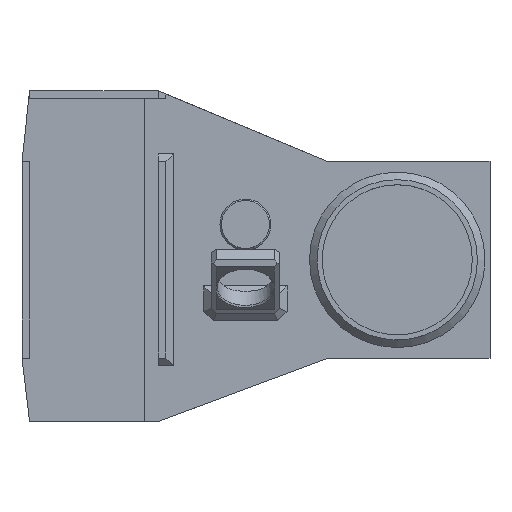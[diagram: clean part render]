
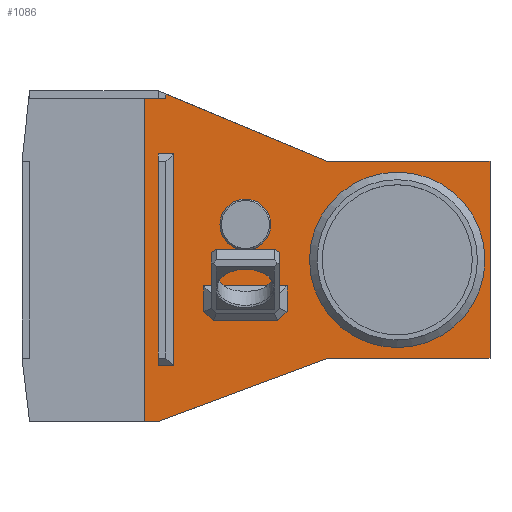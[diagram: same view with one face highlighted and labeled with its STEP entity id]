
A CAD part, top view. The second image highlights one B-rep face of the part: STEP entity #1086.
In plain terms, the highlighted planar face has unit normal (0, 0, 1).
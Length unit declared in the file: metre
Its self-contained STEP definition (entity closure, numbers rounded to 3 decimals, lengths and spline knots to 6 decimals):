
#23=CIRCLE('',#1165,0.03475);
#24=CIRCLE('',#1166,0.0101);
#69=ORIENTED_EDGE('',*,*,#371,.T.);
#70=ORIENTED_EDGE('',*,*,#372,.T.);
#71=ORIENTED_EDGE('',*,*,#373,.T.);
#72=ORIENTED_EDGE('',*,*,#374,.T.);
#73=ORIENTED_EDGE('',*,*,#375,.T.);
#74=ORIENTED_EDGE('',*,*,#376,.T.);
#75=ORIENTED_EDGE('',*,*,#377,.T.);
#76=ORIENTED_EDGE('',*,*,#378,.T.);
#77=ORIENTED_EDGE('',*,*,#379,.F.);
#78=ORIENTED_EDGE('',*,*,#380,.T.);
#79=ORIENTED_EDGE('',*,*,#381,.T.);
#80=ORIENTED_EDGE('',*,*,#356,.T.);
#81=ORIENTED_EDGE('',*,*,#363,.F.);
#82=ORIENTED_EDGE('',*,*,#382,.T.);
#83=ORIENTED_EDGE('',*,*,#383,.T.);
#84=ORIENTED_EDGE('',*,*,#384,.T.);
#85=ORIENTED_EDGE('',*,*,#385,.T.);
#86=ORIENTED_EDGE('',*,*,#386,.T.);
#87=ORIENTED_EDGE('',*,*,#387,.F.);
#88=ORIENTED_EDGE('',*,*,#388,.T.);
#89=ORIENTED_EDGE('',*,*,#389,.T.);
#356=EDGE_CURVE('',#509,#510,#609,.T.);
#363=EDGE_CURVE('',#516,#510,#616,.T.);
#371=EDGE_CURVE('',#521,#522,#624,.T.);
#372=EDGE_CURVE('',#522,#523,#625,.T.);
#373=EDGE_CURVE('',#523,#524,#626,.T.);
#374=EDGE_CURVE('',#524,#525,#627,.T.);
#375=EDGE_CURVE('',#525,#526,#628,.T.);
#376=EDGE_CURVE('',#526,#521,#629,.T.);
#377=EDGE_CURVE('',#527,#527,#23,.F.);
#378=EDGE_CURVE('',#528,#528,#24,.F.);
#379=EDGE_CURVE('',#529,#530,#630,.T.);
#380=EDGE_CURVE('',#529,#531,#631,.T.);
#381=EDGE_CURVE('',#531,#509,#632,.T.);
#382=EDGE_CURVE('',#516,#532,#633,.T.);
#383=EDGE_CURVE('',#532,#533,#634,.T.);
#384=EDGE_CURVE('',#533,#534,#635,.T.);
#385=EDGE_CURVE('',#534,#530,#636,.T.);
#386=EDGE_CURVE('',#535,#536,#637,.T.);
#387=EDGE_CURVE('',#537,#536,#638,.T.);
#388=EDGE_CURVE('',#537,#538,#639,.T.);
#389=EDGE_CURVE('',#538,#535,#640,.T.);
#509=VERTEX_POINT('',#1566);
#510=VERTEX_POINT('',#1567);
#516=VERTEX_POINT('',#1580);
#521=VERTEX_POINT('',#1596);
#522=VERTEX_POINT('',#1597);
#523=VERTEX_POINT('',#1599);
#524=VERTEX_POINT('',#1601);
#525=VERTEX_POINT('',#1603);
#526=VERTEX_POINT('',#1605);
#527=VERTEX_POINT('',#1608);
#528=VERTEX_POINT('',#1610);
#529=VERTEX_POINT('',#1612);
#530=VERTEX_POINT('',#1613);
#531=VERTEX_POINT('',#1615);
#532=VERTEX_POINT('',#1618);
#533=VERTEX_POINT('',#1620);
#534=VERTEX_POINT('',#1622);
#535=VERTEX_POINT('',#1625);
#536=VERTEX_POINT('',#1626);
#537=VERTEX_POINT('',#1628);
#538=VERTEX_POINT('',#1630);
#609=LINE('',#1565,#747);
#616=LINE('',#1581,#754);
#624=LINE('',#1595,#762);
#625=LINE('',#1598,#763);
#626=LINE('',#1600,#764);
#627=LINE('',#1602,#765);
#628=LINE('',#1604,#766);
#629=LINE('',#1606,#767);
#630=LINE('',#1611,#768);
#631=LINE('',#1614,#769);
#632=LINE('',#1616,#770);
#633=LINE('',#1617,#771);
#634=LINE('',#1619,#772);
#635=LINE('',#1621,#773);
#636=LINE('',#1623,#774);
#637=LINE('',#1624,#775);
#638=LINE('',#1627,#776);
#639=LINE('',#1629,#777);
#640=LINE('',#1631,#778);
#747=VECTOR('',#1262,1.);
#754=VECTOR('',#1271,1.);
#762=VECTOR('',#1283,1.);
#763=VECTOR('',#1284,1.);
#764=VECTOR('',#1285,1.);
#765=VECTOR('',#1286,1.);
#766=VECTOR('',#1287,1.);
#767=VECTOR('',#1288,1.);
#768=VECTOR('',#1293,1.);
#769=VECTOR('',#1294,1.);
#770=VECTOR('',#1295,1.);
#771=VECTOR('',#1296,1.);
#772=VECTOR('',#1297,1.);
#773=VECTOR('',#1298,1.);
#774=VECTOR('',#1299,1.);
#775=VECTOR('',#1300,1.);
#776=VECTOR('',#1301,1.);
#777=VECTOR('',#1302,1.);
#778=VECTOR('',#1303,1.);
#877=EDGE_LOOP('',(#69,#70,#71,#72,#73,#74));
#878=EDGE_LOOP('',(#75));
#879=EDGE_LOOP('',(#76));
#880=EDGE_LOOP('',(#77,#78,#79,#80,#81,#82,#83,#84,#85));
#881=EDGE_LOOP('',(#86,#87,#88,#89));
#953=FACE_BOUND('',#877,.T.);
#954=FACE_BOUND('',#878,.T.);
#955=FACE_BOUND('',#879,.T.);
#956=FACE_BOUND('',#880,.T.);
#957=FACE_BOUND('',#881,.T.);
#1029=PLANE('',#1164);
#1086=ADVANCED_FACE('',(#953,#954,#955,#956,#957),#1029,.T.);
#1164=AXIS2_PLACEMENT_3D('',#1594,#1281,#1282);
#1165=AXIS2_PLACEMENT_3D('',#1607,#1289,#1290);
#1166=AXIS2_PLACEMENT_3D('',#1609,#1291,#1292);
#1262=DIRECTION('',(0.,-1.,0.));
#1271=DIRECTION('',(-1.,0.,0.));
#1281=DIRECTION('',(0.,0.,1.));
#1282=DIRECTION('',(1.,0.,0.));
#1283=DIRECTION('',(-0.707,0.707,0.));
#1284=DIRECTION('',(0.,1.,0.));
#1285=DIRECTION('',(1.,0.,0.));
#1286=DIRECTION('',(0.,-1.,0.));
#1287=DIRECTION('',(-0.707,-0.707,0.));
#1288=DIRECTION('',(-1.,0.,0.));
#1289=DIRECTION('',(0.,0.,1.));
#1290=DIRECTION('',(1.,0.,0.));
#1291=DIRECTION('',(0.,0.,1.));
#1292=DIRECTION('',(1.,0.,0.));
#1293=DIRECTION('',(0.923,-0.385,0.));
#1294=DIRECTION('',(0.,-1.,0.));
#1295=DIRECTION('',(-1.,0.,0.));
#1296=DIRECTION('',(0.937,0.349,0.));
#1297=DIRECTION('',(1.,0.,0.));
#1298=DIRECTION('',(0.,1.,0.));
#1299=DIRECTION('',(-1.,0.,0.));
#1300=DIRECTION('',(-1.,0.,0.));
#1301=DIRECTION('',(0.,-1.,0.));
#1302=DIRECTION('',(1.,0.,0.));
#1303=DIRECTION('',(0.,-1.,0.));
#1565=CARTESIAN_POINT('',(0.02,0.0515,0.001));
#1566=CARTESIAN_POINT('',(0.02,0.064,0.001));
#1567=CARTESIAN_POINT('',(0.02,-0.064,0.001));
#1580=CARTESIAN_POINT('',(0.0255,-0.064,0.001));
#1581=CARTESIAN_POINT('',(0.02275,-0.064,0.001));
#1594=CARTESIAN_POINT('',(0.064196,0.0015,0.001));
#1595=CARTESIAN_POINT('',(0.044379,-0.021309,0.001));
#1596=CARTESIAN_POINT('',(0.047257,-0.024188,0.001));
#1597=CARTESIAN_POINT('',(0.0435,-0.02043,0.001));
#1598=CARTESIAN_POINT('',(0.0435,0.0015,0.001));
#1599=CARTESIAN_POINT('',(0.0435,-0.010313,0.001));
#1600=CARTESIAN_POINT('',(0.064196,-0.010313,0.001));
#1601=CARTESIAN_POINT('',(0.0765,-0.010313,0.001));
#1602=CARTESIAN_POINT('',(0.0765,-0.019188,0.001));
#1603=CARTESIAN_POINT('',(0.0765,-0.02043,0.001));
#1604=CARTESIAN_POINT('',(0.073621,-0.023309,0.001));
#1605=CARTESIAN_POINT('',(0.072743,-0.024188,0.001));
#1606=CARTESIAN_POINT('',(0.0485,-0.024188,0.001));
#1607=CARTESIAN_POINT('',(0.120142,0.,0.001));
#1608=CARTESIAN_POINT('',(0.154892,0.,0.001));
#1609=CARTESIAN_POINT('',(0.06,0.014,0.001));
#1610=CARTESIAN_POINT('',(0.0701,0.014,0.001));
#1611=CARTESIAN_POINT('',(0.059098,0.053,0.001));
#1612=CARTESIAN_POINT('',(0.0285,0.06575,0.001));
#1613=CARTESIAN_POINT('',(0.092696,0.039,0.001));
#1614=CARTESIAN_POINT('',(0.0285,0.064,0.001));
#1615=CARTESIAN_POINT('',(0.0285,0.064,0.001));
#1616=CARTESIAN_POINT('',(0.02275,0.064,0.001));
#1617=CARTESIAN_POINT('',(0.059098,-0.0515,0.001));
#1618=CARTESIAN_POINT('',(0.092696,-0.039,0.001));
#1619=CARTESIAN_POINT('',(0.124794,-0.039,0.001));
#1620=CARTESIAN_POINT('',(0.156892,-0.039,0.001));
#1621=CARTESIAN_POINT('',(0.156892,0.,0.001));
#1622=CARTESIAN_POINT('',(0.156892,0.039,0.001));
#1623=CARTESIAN_POINT('',(0.124794,0.039,0.001));
#1624=CARTESIAN_POINT('',(0.0255,-0.042,0.001));
#1625=CARTESIAN_POINT('',(0.0315,-0.042,0.001));
#1626=CARTESIAN_POINT('',(0.0255,-0.042,0.001));
#1627=CARTESIAN_POINT('',(0.0255,0.0515,0.001));
#1628=CARTESIAN_POINT('',(0.0255,0.042,0.001));
#1629=CARTESIAN_POINT('',(0.0285,0.042,0.001));
#1630=CARTESIAN_POINT('',(0.0315,0.042,0.001));
#1631=CARTESIAN_POINT('',(0.0315,-0.039,0.001));
